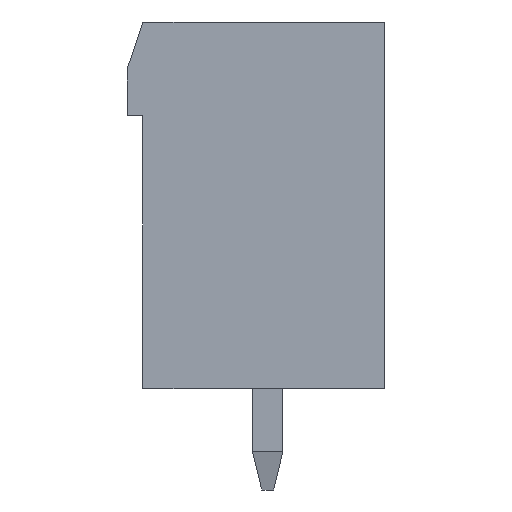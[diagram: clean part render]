
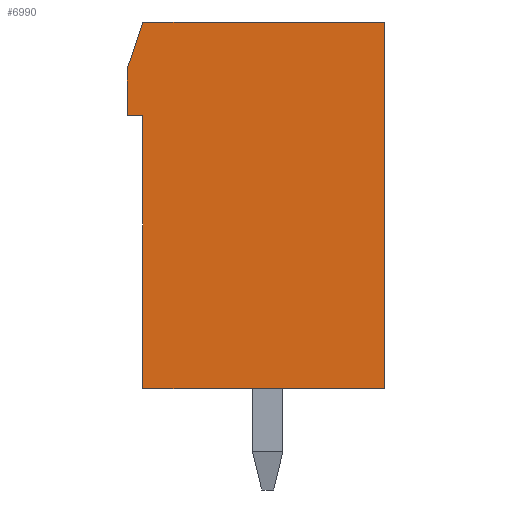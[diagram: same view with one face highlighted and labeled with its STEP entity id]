
A CAD part, left-side view. The second image highlights one B-rep face of the part: STEP entity #6990.
In plain terms, the highlighted planar face has unit normal (-1, 0, 0).
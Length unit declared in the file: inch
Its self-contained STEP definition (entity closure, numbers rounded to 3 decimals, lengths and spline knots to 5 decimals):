
#1=DIRECTION('',(0.,0.,-1.));
#2=VECTOR('',#1,0.47);
#3=CARTESIAN_POINT('',(-0.8395,0.,0.47));
#4=LINE('',#3,#2);
#5=DIRECTION('',(0.,1.,0.));
#6=VECTOR('',#5,0.31);
#7=CARTESIAN_POINT('',(-0.8395,0.,0.));
#8=LINE('',#7,#6);
#9=DIRECTION('',(0.,0.,1.));
#10=VECTOR('',#9,0.35);
#11=CARTESIAN_POINT('',(-0.8395,0.31,0.));
#12=LINE('',#11,#10);
#13=DIRECTION('',(0.,1.,0.));
#14=VECTOR('',#13,0.02);
#15=CARTESIAN_POINT('',(-0.8395,0.31,0.35));
#16=LINE('',#15,#14);
#17=DIRECTION('',(0.,0.,1.));
#18=VECTOR('',#17,0.06);
#19=CARTESIAN_POINT('',(-0.8395,0.33,0.35));
#20=LINE('',#19,#18);
#21=DIRECTION('',(0.,-0.316,0.949));
#22=VECTOR('',#21,0.06325);
#23=CARTESIAN_POINT('',(-0.8395,0.33,0.41));
#24=LINE('',#23,#22);
#25=DIRECTION('',(0.,-1.,0.));
#26=VECTOR('',#25,0.31);
#27=CARTESIAN_POINT('',(-0.8395,0.31,0.47));
#28=LINE('',#27,#26);
#5357=CARTESIAN_POINT('',(-0.8395,0.,0.47));
#5358=CARTESIAN_POINT('',(-0.8395,0.,0.));
#5359=VERTEX_POINT('',#5357);
#5360=VERTEX_POINT('',#5358);
#5361=CARTESIAN_POINT('',(-0.8395,0.31,0.));
#5362=VERTEX_POINT('',#5361);
#5363=CARTESIAN_POINT('',(-0.8395,0.31,0.35));
#5364=CARTESIAN_POINT('',(-0.8395,0.33,0.35));
#5365=VERTEX_POINT('',#5363);
#5366=VERTEX_POINT('',#5364);
#5367=CARTESIAN_POINT('',(-0.8395,0.33,0.41));
#5368=VERTEX_POINT('',#5367);
#5369=CARTESIAN_POINT('',(-0.8395,0.31,0.47));
#5370=VERTEX_POINT('',#5369);
#6969=CARTESIAN_POINT('',(-0.8395,0.,0.));
#6970=DIRECTION('',(1.,0.,0.));
#6971=DIRECTION('',(0.,0.,-1.));
#6972=AXIS2_PLACEMENT_3D('',#6969,#6970,#6971);
#6973=PLANE('',#6972);
#6975=ORIENTED_EDGE('',*,*,#6974,.T.);
#6977=ORIENTED_EDGE('',*,*,#6976,.T.);
#6979=ORIENTED_EDGE('',*,*,#6978,.T.);
#6981=ORIENTED_EDGE('',*,*,#6980,.T.);
#6983=ORIENTED_EDGE('',*,*,#6982,.T.);
#6985=ORIENTED_EDGE('',*,*,#6984,.T.);
#6987=ORIENTED_EDGE('',*,*,#6986,.T.);
#6988=EDGE_LOOP('',(#6975,#6977,#6979,#6981,#6983,#6985,#6987));
#6989=FACE_OUTER_BOUND('',#6988,.F.);
#6990=ADVANCED_FACE('',(#6989),#6973,.F.);
#6974=EDGE_CURVE('',#5359,#5360,#4,.T.);
#6976=EDGE_CURVE('',#5360,#5362,#8,.T.);
#6978=EDGE_CURVE('',#5362,#5365,#12,.T.);
#6980=EDGE_CURVE('',#5365,#5366,#16,.T.);
#6982=EDGE_CURVE('',#5366,#5368,#20,.T.);
#6984=EDGE_CURVE('',#5368,#5370,#24,.T.);
#6986=EDGE_CURVE('',#5370,#5359,#28,.T.);
